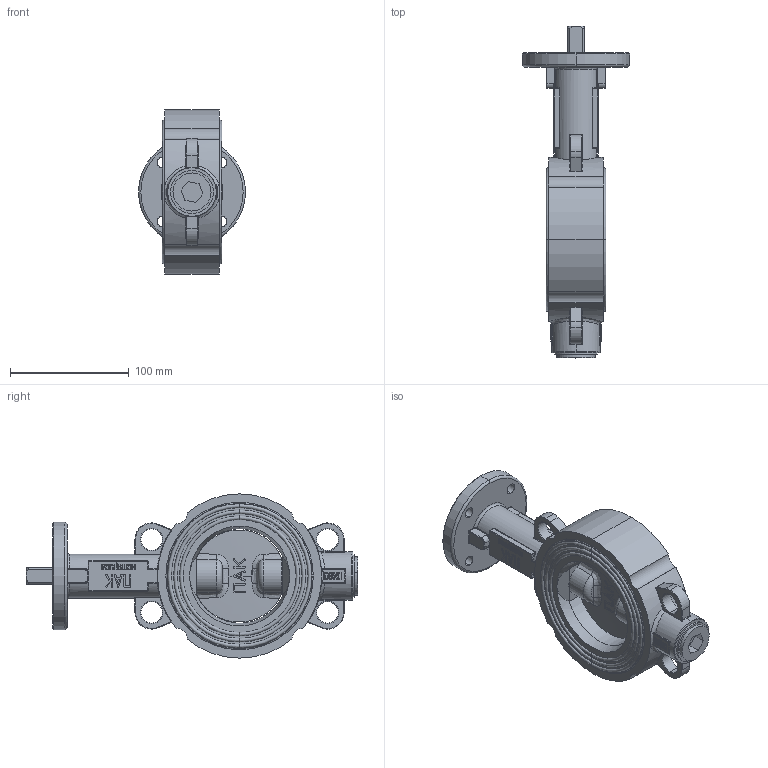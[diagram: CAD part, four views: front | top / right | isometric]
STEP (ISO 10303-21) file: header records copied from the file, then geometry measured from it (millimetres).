
FILE_DESCRIPTION (( 'STEP AP214' ), '1' );
FILE_NAME ('! 檗10.080.16.010 捘.STEP', '2022-05-30T07:09:00', ( '' ), ( '' ), 'SwSTEP 2.0', 'SolidWorks 2017', '' );
FILE_SCHEMA (( 'AUTOMOTIVE_DESIGN' ));
Length unit declared in the file: millimetre
Products named in the file (1): ! 檗10.080.16.010 捘
Bounding box: 90 x 279 x 138 mm (x, y, z)
Surface area: 117128.2 mm2 (no closed solid volume)
Topology: 0 solids, 9 shells, 1101 faces, 4333 edges, 3023 vertices
Faces by surface type: plane 491, bspline 306, cylinder 166, torus 108, cone 22, sphere 8
Entity records: 74034 total; most frequent: CARTESIAN_POINT 30470, ORIENTED_EDGE 6634, DIRECTION 4974, EDGE_CURVE 4323, VERTEX_POINT 3023, LINE 2130, VECTOR 2130, B_SPLINE_CURVE_WITH_KNOTS 1554
